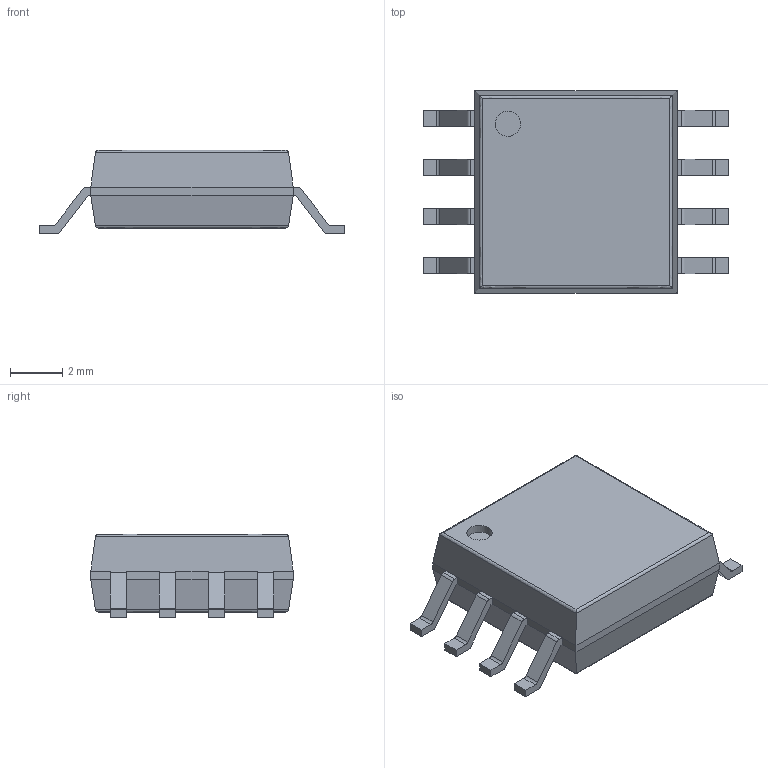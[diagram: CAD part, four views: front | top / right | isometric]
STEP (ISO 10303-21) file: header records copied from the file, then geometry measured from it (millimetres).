
FILE_DESCRIPTION(('FreeCAD Model'),'2;1');
FILE_NAME('Open CASCADE Shape Model','2025-04-30T03:55:44',('FreeCAD'),( 'FreeCAD'),'Open CASCADE STEP processor 7.6','FreeCAD','Unknown');
FILE_SCHEMA(('AUTOMOTIVE_DESIGN { 1 0 10303 214 1 1 1 1 }'));
Length unit declared in the file: millimetre
Products named in the file (1): Open CASCADE STEP translator 7.6 1
Bounding box: 11.76 x 7.78 x 3.21 mm (x, y, z)
Volume: 177.1 mm3; surface area: 243.5 mm2
Topology: 9 solids, 9 shells, 128 faces, 311 edges, 202 vertices
Faces by surface type: bspline 128
Entity records: 3379 total; most frequent: CARTESIAN_POINT 1477, ORIENTED_EDGE 622, EDGE_CURVE 311, B_SPLINE_CURVE_WITH_KNOTS 253, VERTEX_POINT 202, FACE_BOUND 129, EDGE_LOOP 129, ADVANCED_FACE 128
